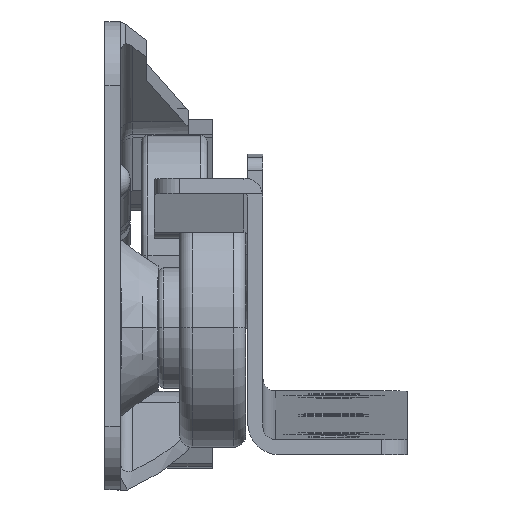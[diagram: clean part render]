
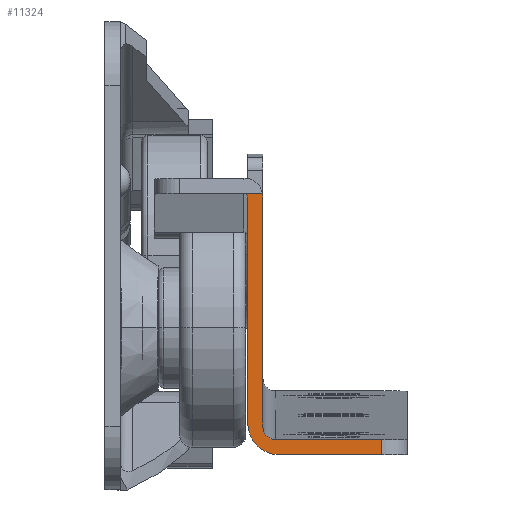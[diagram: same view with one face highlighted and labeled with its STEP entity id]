
A CAD part, top view. The second image highlights one B-rep face of the part: STEP entity #11324.
In plain terms, the highlighted face is planar.
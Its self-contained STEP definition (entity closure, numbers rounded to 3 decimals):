
#23 = CARTESIAN_POINT ( 'NONE',  ( 0., 19.298, 0. ) ) ;
#164 = LINE ( 'NONE', #10317, #10676 ) ;
#254 = VERTEX_POINT ( 'NONE', #4534 ) ;
#270 = DIRECTION ( 'NONE',  ( 0., 1., 0. ) ) ;
#519 = EDGE_CURVE ( 'NONE', #8120, #1575, #12235, .T. ) ;
#663 = CARTESIAN_POINT ( 'NONE',  ( -1.2, 1.3, 0. ) ) ;
#684 = ORIENTED_EDGE ( 'NONE', *, *, #2577, .T. ) ;
#692 = EDGE_CURVE ( 'NONE', #5504, #7204, #911, .T. ) ;
#778 = CARTESIAN_POINT ( 'NONE',  ( 1.3, -1.2, 0. ) ) ;
#889 = CARTESIAN_POINT ( 'NONE',  ( -0.01, 19.398, 0. ) ) ;
#906 = ORIENTED_EDGE ( 'NONE', *, *, #11338, .T. ) ;
#911 = LINE ( 'NONE', #10376, #5444 ) ;
#1215 = AXIS2_PLACEMENT_3D ( 'NONE', #1377, #8908, #10716 ) ;
#1264 = CARTESIAN_POINT ( 'NONE',  ( 9.4, 0., 0. ) ) ;
#1266 = DIRECTION ( 'NONE',  ( 0., 1., 0. ) ) ;
#1377 = CARTESIAN_POINT ( 'NONE',  ( 1.3, 1.3, 0. ) ) ;
#1575 = VERTEX_POINT ( 'NONE', #2874 ) ;
#1580 = DIRECTION ( 'NONE',  ( 1., 0., 0. ) ) ;
#1713 = CARTESIAN_POINT ( 'NONE',  ( 0., 1., 0. ) ) ;
#1732 = CARTESIAN_POINT ( 'NONE',  ( -1.5, 19.497, 0. ) ) ;
#1761 = VECTOR ( 'NONE', #4423, 1000. ) ;
#2383 = ORIENTED_EDGE ( 'NONE', *, *, #5369, .F. ) ;
#2577 = EDGE_CURVE ( 'NONE', #8120, #10008, #6397, .T. ) ;
#2588 = VERTEX_POINT ( 'NONE', #1713 ) ;
#2594 = CARTESIAN_POINT ( 'NONE',  ( -1.2, 19.373, 0. ) ) ;
#2724 = EDGE_CURVE ( 'NONE', #4219, #254, #5842, .T. ) ;
#2874 = CARTESIAN_POINT ( 'NONE',  ( -1.5, 19.497, 0. ) ) ;
#2893 = ORIENTED_EDGE ( 'NONE', *, *, #2724, .T. ) ;
#3198 = VECTOR ( 'NONE', #1266, 1000. ) ;
#3496 = CARTESIAN_POINT ( 'NONE',  ( 1., 0., 0. ) ) ;
#3569 = AXIS2_PLACEMENT_3D ( 'NONE', #10028, #8291, #1580 ) ;
#3779 = VERTEX_POINT ( 'NONE', #778 ) ;
#3789 = ORIENTED_EDGE ( 'NONE', *, *, #9274, .T. ) ;
#4056 = ORIENTED_EDGE ( 'NONE', *, *, #10343, .T. ) ;
#4219 = VERTEX_POINT ( 'NONE', #9564 ) ;
#4423 = DIRECTION ( 'NONE',  ( 0., -1., 0. ) ) ;
#4534 = CARTESIAN_POINT ( 'NONE',  ( -0.03, 19.497, 0. ) ) ;
#4696 = EDGE_CURVE ( 'NONE', #10008, #3779, #8126, .T. ) ;
#4708 = CARTESIAN_POINT ( 'NONE',  ( -1.2, 19.197, 0. ) ) ;
#5101 = VECTOR ( 'NONE', #270, 1000. ) ;
#5281 = LINE ( 'NONE', #1264, #5101 ) ;
#5349 = CARTESIAN_POINT ( 'NONE',  ( -1.2, -1.2, 0. ) ) ;
#5369 = EDGE_CURVE ( 'NONE', #1575, #254, #164, .T. ) ;
#5444 = VECTOR ( 'NONE', #7518, 1000. ) ;
#5504 = VERTEX_POINT ( 'NONE', #8871 ) ;
#5809 = EDGE_CURVE ( 'NONE', #2588, #4219, #5902, .T. ) ;
#5842 =( BOUNDED_CURVE ( )  B_SPLINE_CURVE ( 3, ( #8550, #23, #889, #6509 ),
 .UNSPECIFIED., .F., .F. ) 
 B_SPLINE_CURVE_WITH_KNOTS ( ( 4, 4 ),
 ( 1.571, 1.772 ),
 .UNSPECIFIED. ) 
 CURVE ( )  GEOMETRIC_REPRESENTATION_ITEM ( )  RATIONAL_B_SPLINE_CURVE ( ( 1., 0.997, 0.997, 1. ) ) 
 REPRESENTATION_ITEM ( '' )  );
#5902 = LINE ( 'NONE', #7866, #3198 ) ;
#6162 = VECTOR ( 'NONE', #9862, 1000. ) ;
#6397 = LINE ( 'NONE', #10109, #1761 ) ;
#6509 = CARTESIAN_POINT ( 'NONE',  ( -0.03, 19.497, 0. ) ) ;
#6881 = CARTESIAN_POINT ( 'NONE',  ( 0., 0., 0. ) ) ;
#7003 = DIRECTION ( 'NONE',  ( 1., 0., 0. ) ) ;
#7204 = VERTEX_POINT ( 'NONE', #3496 ) ;
#7211 = CARTESIAN_POINT ( 'NONE',  ( -1.324, 19.497, 0. ) ) ;
#7306 = CIRCLE ( 'NONE', #3569, 1. ) ;
#7345 = ORIENTED_EDGE ( 'NONE', *, *, #4696, .T. ) ;
#7466 = AXIS2_PLACEMENT_3D ( 'NONE', #6881, #8056, #7003 ) ;
#7518 = DIRECTION ( 'NONE',  ( -1., 0., 0. ) ) ;
#7866 = CARTESIAN_POINT ( 'NONE',  ( 0., 20.7, 0. ) ) ;
#8056 = DIRECTION ( 'NONE',  ( 0., 0., 1. ) ) ;
#8120 = VERTEX_POINT ( 'NONE', #4708 ) ;
#8126 = CIRCLE ( 'NONE', #1215, 2.5 ) ;
#8153 = EDGE_LOOP ( 'NONE', ( #4056, #906, #8403, #3789, #10226, #2893, #2383, #8647, #684, #7345 ) ) ;
#8291 = DIRECTION ( 'NONE',  ( 0., 0., -1. ) ) ;
#8403 = ORIENTED_EDGE ( 'NONE', *, *, #692, .T. ) ;
#8550 = CARTESIAN_POINT ( 'NONE',  ( 0., 19.197, 0. ) ) ;
#8647 = ORIENTED_EDGE ( 'NONE', *, *, #519, .F. ) ;
#8871 = CARTESIAN_POINT ( 'NONE',  ( 9.4, 0., 0. ) ) ;
#8908 = DIRECTION ( 'NONE',  ( 0., 0., 1. ) ) ;
#8924 = PLANE ( 'NONE',  #7466 ) ;
#9274 = EDGE_CURVE ( 'NONE', #7204, #2588, #7306, .T. ) ;
#9564 = CARTESIAN_POINT ( 'NONE',  ( 0., 19.197, 0. ) ) ;
#9862 = DIRECTION ( 'NONE',  ( 1., 0., 0. ) ) ;
#9924 = FACE_OUTER_BOUND ( 'NONE', #8153, .T. ) ;
#10008 = VERTEX_POINT ( 'NONE', #663 ) ;
#10028 = CARTESIAN_POINT ( 'NONE',  ( 1., 1., 0. ) ) ;
#10109 = CARTESIAN_POINT ( 'NONE',  ( -1.2, -1.2, 0. ) ) ;
#10226 = ORIENTED_EDGE ( 'NONE', *, *, #5809, .T. ) ;
#10317 = CARTESIAN_POINT ( 'NONE',  ( 0., 19.497, 0. ) ) ;
#10343 = EDGE_CURVE ( 'NONE', #3779, #11191, #11110, .T. ) ;
#10376 = CARTESIAN_POINT ( 'NONE',  ( 11.4, 0., 0. ) ) ;
#10676 = VECTOR ( 'NONE', #11427, 1000. ) ;
#10716 = DIRECTION ( 'NONE',  ( 1., 0., 0. ) ) ;
#11110 = LINE ( 'NONE', #5349, #6162 ) ;
#11122 = CARTESIAN_POINT ( 'NONE',  ( 9.4, -1.2, 0. ) ) ;
#11191 = VERTEX_POINT ( 'NONE', #11122 ) ;
#11324 = ADVANCED_FACE ( 'NONE', ( #9924 ), #8924, .T. ) ;
#11338 = EDGE_CURVE ( 'NONE', #11191, #5504, #5281, .T. ) ;
#11427 = DIRECTION ( 'NONE',  ( 1., 0., 0. ) ) ;
#12045 = CARTESIAN_POINT ( 'NONE',  ( -1.2, 19.197, 0. ) ) ;
#12235 =( BOUNDED_CURVE ( )  B_SPLINE_CURVE ( 3, ( #12045, #2594, #7211, #1732 ),
 .UNSPECIFIED., .F., .F. ) 
 B_SPLINE_CURVE_WITH_KNOTS ( ( 4, 4 ),
 ( 4.712, 6.283 ),
 .UNSPECIFIED. ) 
 CURVE ( )  GEOMETRIC_REPRESENTATION_ITEM ( )  RATIONAL_B_SPLINE_CURVE ( ( 1., 0.805, 0.805, 1. ) ) 
 REPRESENTATION_ITEM ( '' )  );
